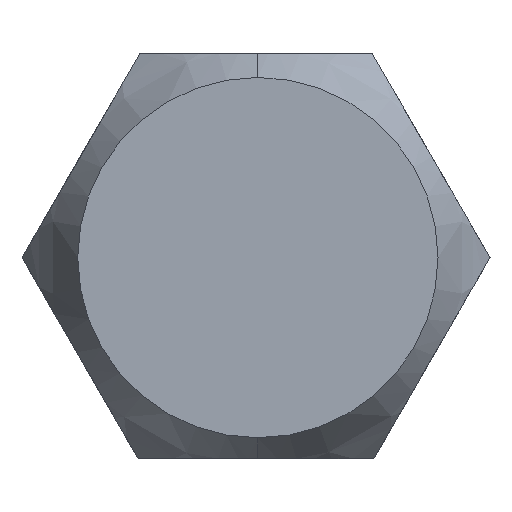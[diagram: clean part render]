
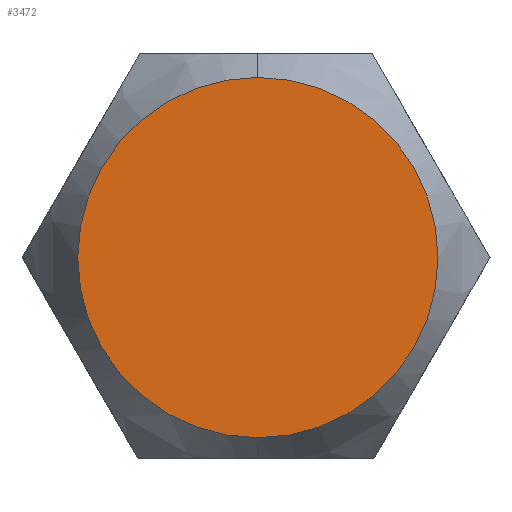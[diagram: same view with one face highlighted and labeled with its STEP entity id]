
A CAD part, front view. The second image highlights one B-rep face of the part: STEP entity #3472.
In plain terms, the highlighted planar face has unit normal (0, -1, 0).
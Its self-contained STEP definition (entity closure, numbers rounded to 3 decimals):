
#384 = VERTEX_POINT ( 'NONE', #3514 ) ;
#444 = CARTESIAN_POINT ( 'NONE',  ( 0., 0., 0. ) ) ;
#592 = DIRECTION ( 'NONE',  ( 0., 1., 0. ) ) ;
#778 = AXIS2_PLACEMENT_3D ( 'NONE', #444, #2995, #3669 ) ;
#783 = CIRCLE ( 'NONE', #1612, 2.8 ) ;
#1141 = EDGE_CURVE ( 'NONE', #4667, #384, #783, .T. ) ;
#1210 = AXIS2_PLACEMENT_3D ( 'NONE', #4418, #1892, #2978 ) ;
#1612 = AXIS2_PLACEMENT_3D ( 'NONE', #3496, #592, #4603 ) ;
#1774 = CIRCLE ( 'NONE', #778, 2.8 ) ;
#1787 = PLANE ( 'NONE',  #1210 ) ;
#1892 = DIRECTION ( 'NONE',  ( 0., -1., 0. ) ) ;
#1925 = ORIENTED_EDGE ( 'NONE', *, *, #1141, .F. ) ;
#2320 = CARTESIAN_POINT ( 'NONE',  ( 0., 0., -2.8 ) ) ;
#2577 = EDGE_CURVE ( 'NONE', #384, #4667, #1774, .T. ) ;
#2645 = ORIENTED_EDGE ( 'NONE', *, *, #2577, .F. ) ;
#2978 = DIRECTION ( 'NONE',  ( 0., 0., -1. ) ) ;
#2995 = DIRECTION ( 'NONE',  ( 0., 1., 0. ) ) ;
#3472 = ADVANCED_FACE ( 'NONE', ( #3996 ), #1787, .T. ) ;
#3496 = CARTESIAN_POINT ( 'NONE',  ( 0., 0., 0. ) ) ;
#3514 = CARTESIAN_POINT ( 'NONE',  ( 0., 0., 2.8 ) ) ;
#3669 = DIRECTION ( 'NONE',  ( 0., 0., 1. ) ) ;
#3996 = FACE_OUTER_BOUND ( 'NONE', #4350, .T. ) ;
#4350 = EDGE_LOOP ( 'NONE', ( #2645, #1925 ) ) ;
#4418 = CARTESIAN_POINT ( 'NONE',  ( -0.029, 0., -6.3 ) ) ;
#4603 = DIRECTION ( 'NONE',  ( 0., 0., 1. ) ) ;
#4667 = VERTEX_POINT ( 'NONE', #2320 ) ;
